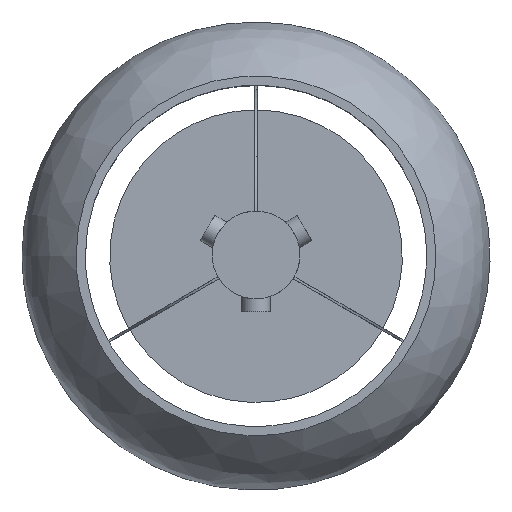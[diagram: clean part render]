
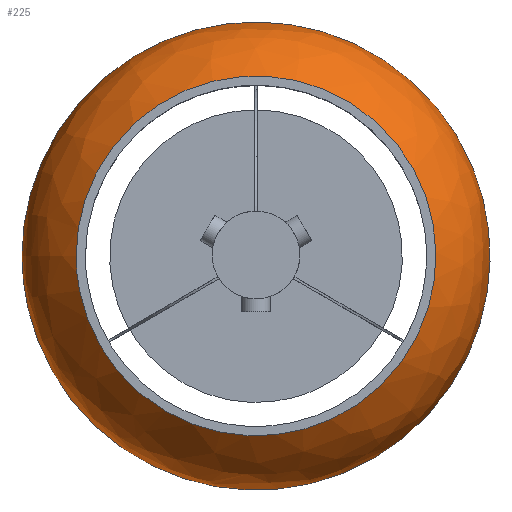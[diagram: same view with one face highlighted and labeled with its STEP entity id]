
A CAD part, top view. The second image highlights one B-rep face of the part: STEP entity #225.
In plain terms, the highlighted free-form (B-spline) face has degree [3, 2] with [5, 9] control points.
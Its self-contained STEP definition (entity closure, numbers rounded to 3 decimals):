
#225=ADVANCED_FACE('',(#355),#2018,.T.);
#355=FACE_OUTER_BOUND('',#485,.T.);
#485=EDGE_LOOP('',(#939,#940,#941,#942));
#939=ORIENTED_EDGE('',*,*,#1340,.T.);
#940=ORIENTED_EDGE('',*,*,#1332,.F.);
#941=ORIENTED_EDGE('',*,*,#1339,.F.);
#942=ORIENTED_EDGE('',*,*,#1332,.T.);
#1332=EDGE_CURVE('',#1862,#1861,#1453,.T.);
#1339=EDGE_CURVE('',#1862,#1862,#1653,.T.);
#1340=EDGE_CURVE('',#1861,#1861,#1654,.T.);
#1453=B_SPLINE_CURVE_WITH_KNOTS('',3,(#3685,#3686,#3687,#3688,#3689),
 .UNSPECIFIED.,.F.,.F.,(4,1,4),(306.694,307.694,308.694),
 .UNSPECIFIED.);
#1653=(
BOUNDED_CURVE()
B_SPLINE_CURVE(2,(#3727,#3728,#3729,#3730,#3731,#3732,#3733,#3734,#3735),
 .UNSPECIFIED.,.T.,.F.)
B_SPLINE_CURVE_WITH_KNOTS((3,2,2,2,3),(0.,478.651,957.302,
1435.954,1914.605),.UNSPECIFIED.)
CURVE()
GEOMETRIC_REPRESENTATION_ITEM()
RATIONAL_B_SPLINE_CURVE((1.,0.707,1.,0.707,1.,0.707,
1.,0.707,1.))
REPRESENTATION_ITEM('')
);
#1654=(
BOUNDED_CURVE()
B_SPLINE_CURVE(2,(#3736,#3737,#3738,#3739,#3740,#3741,#3742,#3743,#3744),
 .UNSPECIFIED.,.T.,.F.)
B_SPLINE_CURVE_WITH_KNOTS((3,2,2,2,3),(0.,478.651,957.302,
1435.954,1914.605),.UNSPECIFIED.)
CURVE()
GEOMETRIC_REPRESENTATION_ITEM()
RATIONAL_B_SPLINE_CURVE((1.,0.707,1.,0.707,1.,0.707,
1.,0.707,1.))
REPRESENTATION_ITEM('')
);
#1861=VERTEX_POINT('',#3638);
#1862=VERTEX_POINT('',#3639);
#2018=(
BOUNDED_SURFACE()
B_SPLINE_SURFACE(3,2,((#3545,#3546,#3547,#3548,#3549,#3550,#3551,#3552,
#3553),(#3554,#3555,#3556,#3557,#3558,#3559,#3560,#3561,#3562),(#3563,#3564,
#3565,#3566,#3567,#3568,#3569,#3570,#3571),(#3572,#3573,#3574,#3575,#3576,
#3577,#3578,#3579,#3580),(#3581,#3582,#3583,#3584,#3585,#3586,#3587,#3588,
#3589)),.UNSPECIFIED.,.F.,.F.,.F.)
B_SPLINE_SURFACE_WITH_KNOTS((4,1,4),(3,2,2,2,3),(306.694,307.694,
308.694),(0.,478.651,957.302,1435.954,
1914.605),.UNSPECIFIED.)
GEOMETRIC_REPRESENTATION_ITEM()
RATIONAL_B_SPLINE_SURFACE(((1.,0.707,1.,0.707,1.,
0.707,1.,0.707,1.),(1.,0.707,1.,0.707,
1.,0.707,1.,0.707,1.),(1.,0.707,1.,
0.707,1.,0.707,1.,0.707,1.),(1.,0.707,
1.,0.707,1.,0.707,1.,0.707,1.),(1.,
0.707,1.,0.707,1.,0.707,1.,0.707,
1.)))
REPRESENTATION_ITEM('')
SURFACE()
);
#3545=CARTESIAN_POINT('',(-304.719,0.,127.8));
#3546=CARTESIAN_POINT('',(-304.719,304.719,127.8));
#3547=CARTESIAN_POINT('',(0.,304.719,127.8));
#3548=CARTESIAN_POINT('',(304.719,304.719,127.8));
#3549=CARTESIAN_POINT('',(304.719,0.,127.8));
#3550=CARTESIAN_POINT('',(304.719,-304.719,127.8));
#3551=CARTESIAN_POINT('',(0.,-304.719,127.8));
#3552=CARTESIAN_POINT('',(-304.719,-304.719,127.8));
#3553=CARTESIAN_POINT('',(-304.719,0.,127.8));
#3554=CARTESIAN_POINT('',(-305.343,0.,155.251));
#3555=CARTESIAN_POINT('',(-305.343,305.343,155.251));
#3556=CARTESIAN_POINT('',(0.,305.343,155.251));
#3557=CARTESIAN_POINT('',(305.343,305.343,155.251));
#3558=CARTESIAN_POINT('',(305.343,0.,155.251));
#3559=CARTESIAN_POINT('',(305.343,-305.343,155.251));
#3560=CARTESIAN_POINT('',(0.,-305.343,155.251));
#3561=CARTESIAN_POINT('',(-305.343,-305.343,155.251));
#3562=CARTESIAN_POINT('',(-305.343,0.,155.251));
#3563=CARTESIAN_POINT('',(-289.353,0.,199.));
#3564=CARTESIAN_POINT('',(-289.353,289.353,199.));
#3565=CARTESIAN_POINT('',(0.,289.353,199.));
#3566=CARTESIAN_POINT('',(289.353,289.353,199.));
#3567=CARTESIAN_POINT('',(289.353,0.,199.));
#3568=CARTESIAN_POINT('',(289.353,-289.353,199.));
#3569=CARTESIAN_POINT('',(0.,-289.353,199.));
#3570=CARTESIAN_POINT('',(-289.353,-289.353,199.));
#3571=CARTESIAN_POINT('',(-289.353,0.,199.));
#3572=CARTESIAN_POINT('',(-254.203,0.,239.327));
#3573=CARTESIAN_POINT('',(-254.203,254.203,239.327));
#3574=CARTESIAN_POINT('',(0.,254.203,239.327));
#3575=CARTESIAN_POINT('',(254.203,254.203,239.327));
#3576=CARTESIAN_POINT('',(254.203,0.,239.327));
#3577=CARTESIAN_POINT('',(254.203,-254.203,239.327));
#3578=CARTESIAN_POINT('',(0.,-254.203,239.327));
#3579=CARTESIAN_POINT('',(-254.203,-254.203,239.327));
#3580=CARTESIAN_POINT('',(-254.203,0.,239.327));
#3581=CARTESIAN_POINT('',(-234.201,0.,255.6));
#3582=CARTESIAN_POINT('',(-234.201,234.201,255.6));
#3583=CARTESIAN_POINT('',(0.,234.201,255.6));
#3584=CARTESIAN_POINT('',(234.201,234.201,255.6));
#3585=CARTESIAN_POINT('',(234.201,0.,255.6));
#3586=CARTESIAN_POINT('',(234.201,-234.201,255.6));
#3587=CARTESIAN_POINT('',(0.,-234.201,255.6));
#3588=CARTESIAN_POINT('',(-234.201,-234.201,255.6));
#3589=CARTESIAN_POINT('',(-234.201,0.,255.6));
#3638=CARTESIAN_POINT('',(-234.201,0.,255.6));
#3639=CARTESIAN_POINT('',(-304.719,0.,127.8));
#3685=CARTESIAN_POINT('',(-304.719,0.,127.8));
#3686=CARTESIAN_POINT('',(-305.343,0.,155.251));
#3687=CARTESIAN_POINT('',(-289.353,0.,199.));
#3688=CARTESIAN_POINT('',(-254.203,0.,239.327));
#3689=CARTESIAN_POINT('',(-234.201,0.,255.6));
#3727=CARTESIAN_POINT('',(-304.719,0.,127.8));
#3728=CARTESIAN_POINT('',(-304.719,304.719,127.8));
#3729=CARTESIAN_POINT('',(0.,304.719,127.8));
#3730=CARTESIAN_POINT('',(304.719,304.719,127.8));
#3731=CARTESIAN_POINT('',(304.719,0.,127.8));
#3732=CARTESIAN_POINT('',(304.719,-304.719,127.8));
#3733=CARTESIAN_POINT('',(0.,-304.719,127.8));
#3734=CARTESIAN_POINT('',(-304.719,-304.719,127.8));
#3735=CARTESIAN_POINT('',(-304.719,0.,127.8));
#3736=CARTESIAN_POINT('',(-234.201,0.,255.6));
#3737=CARTESIAN_POINT('',(-234.201,234.201,255.6));
#3738=CARTESIAN_POINT('',(0.,234.201,255.6));
#3739=CARTESIAN_POINT('',(234.201,234.201,255.6));
#3740=CARTESIAN_POINT('',(234.201,0.,255.6));
#3741=CARTESIAN_POINT('',(234.201,-234.201,255.6));
#3742=CARTESIAN_POINT('',(0.,-234.201,255.6));
#3743=CARTESIAN_POINT('',(-234.201,-234.201,255.6));
#3744=CARTESIAN_POINT('',(-234.201,0.,255.6));
